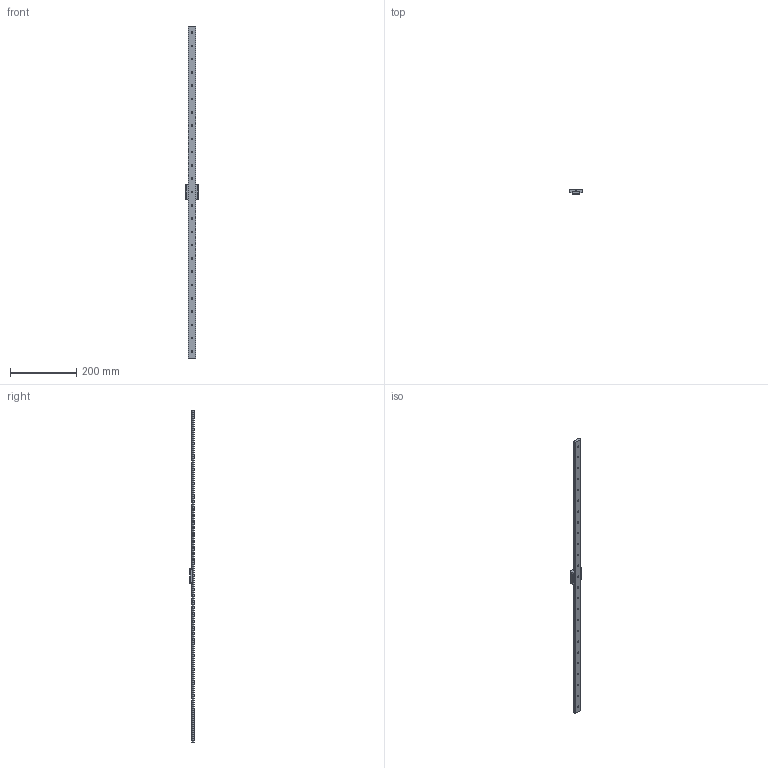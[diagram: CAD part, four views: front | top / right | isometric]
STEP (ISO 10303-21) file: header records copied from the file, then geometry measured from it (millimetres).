
FILE_DESCRIPTION (( 'STEP AP214' ), '1' );
FILE_NAME ('Linear-Guide-PE121000ARK1PCT-20-20-NSK.step', '2023-02-14T10:06:14', ( '' ), ( '' ), 'SwSTEP 2.0', 'SolidWorks 2010', '' );
FILE_SCHEMA (( 'AUTOMOTIVE_DESIGN' ));
Length unit declared in the file: millimetre
Products named in the file (6): Rail-P1E121000RKNPCT-20-20-NSK_Rail-P1E121000RKNPCT-20-20-NSK; Slider-PAE12ARS-NSK_Slider-PAE12ARS-NSK; End-Cap-PAE12ARS-NSK_End-Cap-PAE12ARS-NSK; End-Seal-PAE12ARS-NSK_End-Seal-PAE12ARS-NSK; Linear-Guide-PE121000ARK1PCT-20-20-NSK
Assembly tree (6 placements, depth 3):
  Linear-Guide-PE121000ARK1PCT-20-20-NSK
    Rail-P1E121000RKNPCT-20-20-NSK_Rail-P1E121000RKNPCT-20-20-NSK
    Slider-PAE12ARS-NSK_Slider-PAE12ARS-NSK
      End-Seal-PAE12ARS-NSK_End-Seal-PAE12ARS-NSK  x2
      Slider-PAE12ARS-NSK_Slider-PAE12ARS-NSK
      End-Cap-PAE12ARS-NSK_End-Cap-PAE12ARS-NSK
Bounding box: 40 x 14 x 1000 mm (x, y, z)
Volume: 194093.9 mm3; surface area: 79780.6 mm2
Topology: 5 solids, 5 shells, 491 faces, 1266 edges, 804 vertices
Faces by surface type: plane 207, cylinder 168, cone 116
Entity records: 13957 total; most frequent: DIRECTION 2501, CARTESIAN_POINT 2339, ORIENTED_EDGE 2294, EDGE_CURVE 1147, AXIS2_PLACEMENT_3D 892, VERTEX_POINT 730, VECTOR 717, LINE 717
